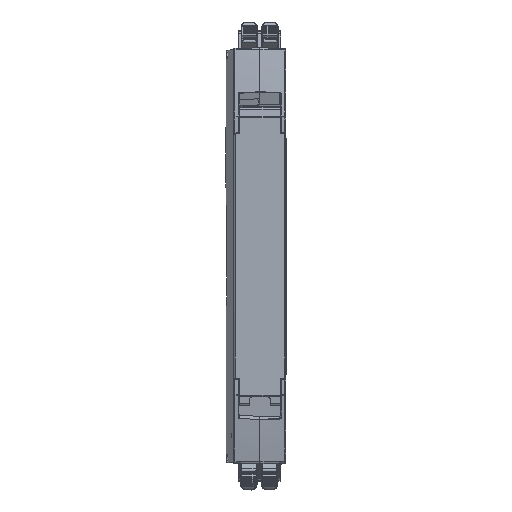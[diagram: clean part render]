
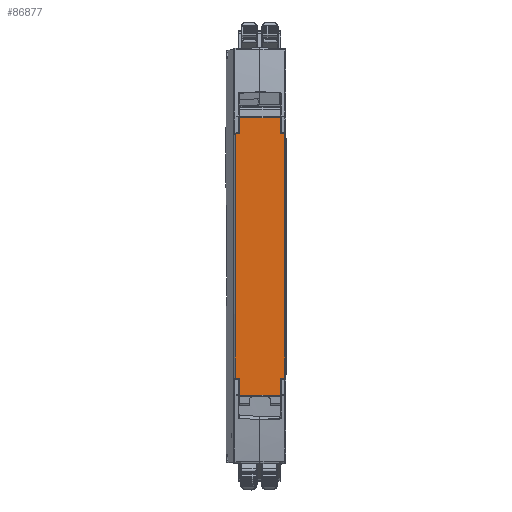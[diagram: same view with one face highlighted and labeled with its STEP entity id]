
A CAD part, top view. The second image highlights one B-rep face of the part: STEP entity #86877.
In plain terms, the highlighted planar face has unit normal (0, 0, 1).
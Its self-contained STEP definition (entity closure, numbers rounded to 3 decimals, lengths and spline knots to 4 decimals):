
#404 = DIRECTION ( 'NONE',  ( 0., 1., 0. ) ) ;
#2306 = DIRECTION ( 'NONE',  ( 0., 1., 0. ) ) ;
#2346 = CARTESIAN_POINT ( 'NONE',  ( -0.1917, 1.1555, 3.122 ) ) ;
#4965 = VECTOR ( 'NONE', #58352, 39.3701 ) ;
#5165 = LINE ( 'NONE', #67845, #25604 ) ;
#5187 = LINE ( 'NONE', #61181, #37139 ) ;
#5838 = EDGE_CURVE ( 'NONE', #28105, #48305, #88060, .T. ) ;
#6590 = CARTESIAN_POINT ( 'NONE',  ( -0.1917, 1.1555, 3.122 ) ) ;
#10571 = FACE_OUTER_BOUND ( 'NONE', #20302, .T. ) ;
#11739 = EDGE_CURVE ( 'NONE', #12968, #43369, #38394, .T. ) ;
#12968 = VERTEX_POINT ( 'NONE', #32598 ) ;
#14249 = EDGE_CURVE ( 'NONE', #47780, #60627, #5165, .T. ) ;
#16595 = DIRECTION ( 'NONE',  ( 1., 0., 0. ) ) ;
#17168 = ORIENTED_EDGE ( 'NONE', *, *, #11739, .T. ) ;
#17781 = EDGE_CURVE ( 'NONE', #30945, #48305, #64887, .T. ) ;
#18819 = ORIENTED_EDGE ( 'NONE', *, *, #49119, .T. ) ;
#19697 = CARTESIAN_POINT ( 'NONE',  ( -0.1917, 1.3087, 3.122 ) ) ;
#19811 = CARTESIAN_POINT ( 'NONE',  ( 0.1948, -1.3205, 3.122 ) ) ;
#20226 = EDGE_CURVE ( 'NONE', #66113, #41255, #76459, .T. ) ;
#20302 = EDGE_LOOP ( 'NONE', ( #83154, #18819, #79996, #33291, #27037, #85741, #90918, #38271, #83332, #21870, #34865, #17168 ) ) ;
#21207 = CARTESIAN_POINT ( 'NONE',  ( -0.2323, -1.1673, 3.122 ) ) ;
#21870 = ORIENTED_EDGE ( 'NONE', *, *, #17781, .F. ) ;
#22588 = VECTOR ( 'NONE', #59584, 39.3701 ) ;
#24553 = CARTESIAN_POINT ( 'NONE',  ( 0.1948, 1.1555, 3.122 ) ) ;
#25604 = VECTOR ( 'NONE', #61667, 39.3701 ) ;
#26002 = DIRECTION ( 'NONE',  ( 0., 0., 1. ) ) ;
#26218 = LINE ( 'NONE', #80110, #88640 ) ;
#27021 = CARTESIAN_POINT ( 'NONE',  ( 0.0016, -1.4154, 3.122 ) ) ;
#27037 = ORIENTED_EDGE ( 'NONE', *, *, #31468, .F. ) ;
#27818 = VERTEX_POINT ( 'NONE', #48951 ) ;
#28105 = VERTEX_POINT ( 'NONE', #40006 ) ;
#28239 = LINE ( 'NONE', #28747, #22588 ) ;
#28747 = CARTESIAN_POINT ( 'NONE',  ( -0.1917, -1.1673, 3.122 ) ) ;
#30155 = DIRECTION ( 'NONE',  ( -1., 0., 0. ) ) ;
#30945 = VERTEX_POINT ( 'NONE', #98734 ) ;
#31304 = CARTESIAN_POINT ( 'NONE',  ( -0.2323, 1.1555, 3.122 ) ) ;
#31468 = EDGE_CURVE ( 'NONE', #66113, #64491, #5187, .T. ) ;
#32598 = CARTESIAN_POINT ( 'NONE',  ( 0.1948, 1.3087, 3.122 ) ) ;
#33291 = ORIENTED_EDGE ( 'NONE', *, *, #78785, .F. ) ;
#34865 = ORIENTED_EDGE ( 'NONE', *, *, #68750, .T. ) ;
#34944 = EDGE_CURVE ( 'NONE', #85817, #43369, #76941, .T. ) ;
#35927 = VECTOR ( 'NONE', #93897, 39.3701 ) ;
#37139 = VECTOR ( 'NONE', #99175, 39.3701 ) ;
#38271 = ORIENTED_EDGE ( 'NONE', *, *, #96936, .T. ) ;
#38394 = LINE ( 'NONE', #69686, #64702 ) ;
#38979 = CARTESIAN_POINT ( 'NONE',  ( -0.1917, -1.3205, 3.122 ) ) ;
#40006 = CARTESIAN_POINT ( 'NONE',  ( 0.2354, -1.1673, 3.122 ) ) ;
#41255 = VERTEX_POINT ( 'NONE', #76225 ) ;
#42652 = DIRECTION ( 'NONE',  ( 1., 0., 0. ) ) ;
#43369 = VERTEX_POINT ( 'NONE', #19697 ) ;
#47780 = VERTEX_POINT ( 'NONE', #21207 ) ;
#48305 = VERTEX_POINT ( 'NONE', #57483 ) ;
#48951 = CARTESIAN_POINT ( 'NONE',  ( 0.1948, -1.1673, 3.122 ) ) ;
#49119 = EDGE_CURVE ( 'NONE', #85817, #60627, #69164, .T. ) ;
#52176 = LINE ( 'NONE', #19811, #4965 ) ;
#53794 = CARTESIAN_POINT ( 'NONE',  ( -0.1917, 1.1555, 3.122 ) ) ;
#56914 = LINE ( 'NONE', #24553, #74338 ) ;
#57410 = VECTOR ( 'NONE', #30155, 39.3701 ) ;
#57483 = CARTESIAN_POINT ( 'NONE',  ( 0.2354, 1.1555, 3.122 ) ) ;
#58344 = PLANE ( 'NONE',  #70929 ) ;
#58352 = DIRECTION ( 'NONE',  ( 0., 1., 0. ) ) ;
#59584 = DIRECTION ( 'NONE',  ( -1., 0., 0. ) ) ;
#60627 = VERTEX_POINT ( 'NONE', #31304 ) ;
#61181 = CARTESIAN_POINT ( 'NONE',  ( -0.1917, -1.3205, 3.122 ) ) ;
#61667 = DIRECTION ( 'NONE',  ( 0., 1., 0. ) ) ;
#61881 = VECTOR ( 'NONE', #2306, 39.3701 ) ;
#62786 = CARTESIAN_POINT ( 'NONE',  ( -0.1917, -1.1673, 3.122 ) ) ;
#62975 = CARTESIAN_POINT ( 'NONE',  ( 0.2354, -1.1673, 3.122 ) ) ;
#64491 = VERTEX_POINT ( 'NONE', #62786 ) ;
#64702 = VECTOR ( 'NONE', #93816, 39.3701 ) ;
#64887 = LINE ( 'NONE', #79722, #96237 ) ;
#66113 = VERTEX_POINT ( 'NONE', #87020 ) ;
#67845 = CARTESIAN_POINT ( 'NONE',  ( -0.2323, -1.1673, 3.122 ) ) ;
#68750 = EDGE_CURVE ( 'NONE', #30945, #12968, #56914, .T. ) ;
#69164 = LINE ( 'NONE', #53794, #57410 ) ;
#69686 = CARTESIAN_POINT ( 'NONE',  ( 0.1948, 1.3087, 3.122 ) ) ;
#70929 = AXIS2_PLACEMENT_3D ( 'NONE', #27021, #26002, #88614 ) ;
#74338 = VECTOR ( 'NONE', #404, 39.3701 ) ;
#76225 = CARTESIAN_POINT ( 'NONE',  ( 0.1948, -1.3205, 3.122 ) ) ;
#76459 = LINE ( 'NONE', #38979, #35927 ) ;
#76941 = LINE ( 'NONE', #6590, #88056 ) ;
#78785 = EDGE_CURVE ( 'NONE', #64491, #47780, #28239, .T. ) ;
#79722 = CARTESIAN_POINT ( 'NONE',  ( 0.1948, 1.1555, 3.122 ) ) ;
#79996 = ORIENTED_EDGE ( 'NONE', *, *, #14249, .F. ) ;
#80110 = CARTESIAN_POINT ( 'NONE',  ( 0.1948, -1.1673, 3.122 ) ) ;
#83154 = ORIENTED_EDGE ( 'NONE', *, *, #34944, .F. ) ;
#83332 = ORIENTED_EDGE ( 'NONE', *, *, #5838, .T. ) ;
#83831 = EDGE_CURVE ( 'NONE', #41255, #27818, #52176, .T. ) ;
#85741 = ORIENTED_EDGE ( 'NONE', *, *, #20226, .T. ) ;
#85817 = VERTEX_POINT ( 'NONE', #2346 ) ;
#86877 = ADVANCED_FACE ( 'NONE', ( #10571 ), #58344, .T. ) ;
#87020 = CARTESIAN_POINT ( 'NONE',  ( -0.1917, -1.3205, 3.122 ) ) ;
#88056 = VECTOR ( 'NONE', #92364, 39.3701 ) ;
#88060 = LINE ( 'NONE', #62975, #61881 ) ;
#88614 = DIRECTION ( 'NONE',  ( 1., 0., 0. ) ) ;
#88640 = VECTOR ( 'NONE', #42652, 39.3701 ) ;
#90918 = ORIENTED_EDGE ( 'NONE', *, *, #83831, .T. ) ;
#92364 = DIRECTION ( 'NONE',  ( 0., 1., 0. ) ) ;
#93816 = DIRECTION ( 'NONE',  ( -1., 0., 0. ) ) ;
#93897 = DIRECTION ( 'NONE',  ( 1., 0., 0. ) ) ;
#96237 = VECTOR ( 'NONE', #16595, 39.3701 ) ;
#96936 = EDGE_CURVE ( 'NONE', #27818, #28105, #26218, .T. ) ;
#98734 = CARTESIAN_POINT ( 'NONE',  ( 0.1948, 1.1555, 3.122 ) ) ;
#99175 = DIRECTION ( 'NONE',  ( 0., 1., 0. ) ) ;
